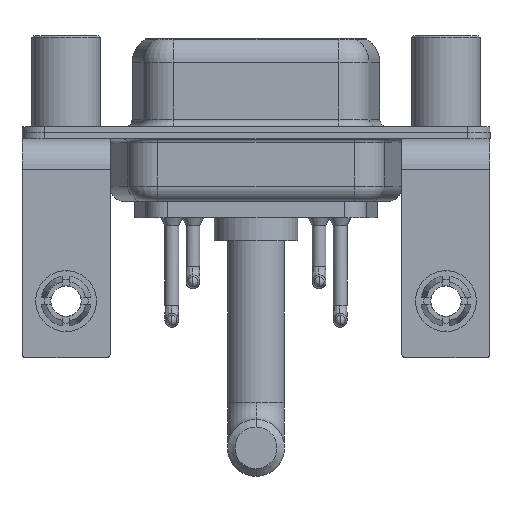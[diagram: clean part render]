
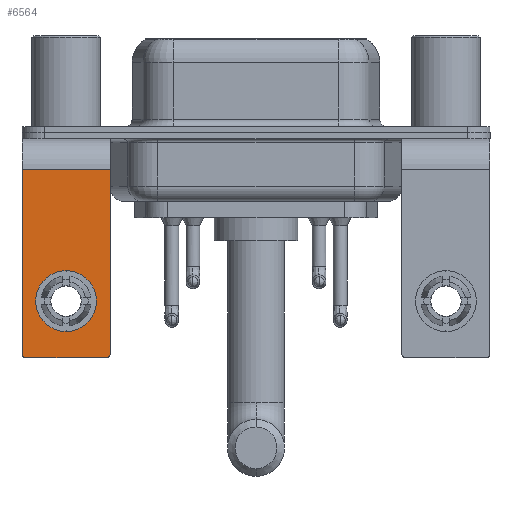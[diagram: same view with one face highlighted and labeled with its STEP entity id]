
A CAD part, front view. The second image highlights one B-rep face of the part: STEP entity #6564.
In plain terms, the highlighted planar face has unit normal (0, -1, 0).
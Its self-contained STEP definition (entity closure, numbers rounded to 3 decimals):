
#205 = EDGE_LOOP ( 'NONE', ( #7112, #5766, #19456, #14389, #2506, #4178 ) ) ;
#356 = DIRECTION ( 'NONE',  ( 0., -1., 0. ) ) ;
#799 = VERTEX_POINT ( 'NONE', #12983 ) ;
#965 = DIRECTION ( 'NONE',  ( 0., 1., 0. ) ) ;
#1841 = EDGE_CURVE ( 'NONE', #3455, #15080, #19797, .T. ) ;
#1959 = LINE ( 'NONE', #12597, #12452 ) ;
#2151 = EDGE_CURVE ( 'NONE', #10786, #799, #9598, .T. ) ;
#2506 = ORIENTED_EDGE ( 'NONE', *, *, #14856, .F. ) ;
#2518 = VERTEX_POINT ( 'NONE', #15592 ) ;
#2526 = VERTEX_POINT ( 'NONE', #3592 ) ;
#2837 = DIRECTION ( 'NONE',  ( -1., 0., 0. ) ) ;
#3455 = VERTEX_POINT ( 'NONE', #17423 ) ;
#3592 = CARTESIAN_POINT ( 'NONE',  ( 2.65, -6.25, -14.8 ) ) ;
#3625 = EDGE_CURVE ( 'NONE', #799, #2518, #10844, .T. ) ;
#3939 = CARTESIAN_POINT ( 'NONE',  ( 0., -6.25, -11.07 ) ) ;
#4119 = VERTEX_POINT ( 'NONE', #17461 ) ;
#4178 = ORIENTED_EDGE ( 'NONE', *, *, #12459, .T. ) ;
#4221 = FACE_BOUND ( 'NONE', #19859, .T. ) ;
#4715 = AXIS2_PLACEMENT_3D ( 'NONE', #14109, #356, #6437 ) ;
#5017 = VECTOR ( 'NONE', #14212, 1000. ) ;
#5608 = CARTESIAN_POINT ( 'NONE',  ( -2.9, -6.25, -2.4 ) ) ;
#5766 = ORIENTED_EDGE ( 'NONE', *, *, #3625, .T. ) ;
#6437 = DIRECTION ( 'NONE',  ( 0., 0., 1. ) ) ;
#6564 = ADVANCED_FACE ( 'NONE', ( #4221, #11803 ), #8681, .F. ) ;
#7112 = ORIENTED_EDGE ( 'NONE', *, *, #2151, .T. ) ;
#7259 = AXIS2_PLACEMENT_3D ( 'NONE', #7376, #13221, #10309 ) ;
#7376 = CARTESIAN_POINT ( 'NONE',  ( 0., -6.25, -11.07 ) ) ;
#8114 = AXIS2_PLACEMENT_3D ( 'NONE', #10232, #19273, #17753 ) ;
#8681 = PLANE ( 'NONE',  #17050 ) ;
#8881 = CARTESIAN_POINT ( 'NONE',  ( 2.9, -6.25, -2.4 ) ) ;
#8892 = LINE ( 'NONE', #15318, #18131 ) ;
#9092 = CIRCLE ( 'NONE', #8114, 0.25 ) ;
#9224 = EDGE_CURVE ( 'NONE', #2526, #4119, #9092, .T. ) ;
#9309 = CARTESIAN_POINT ( 'NONE',  ( 2.9, -6.25, -2.4 ) ) ;
#9598 = LINE ( 'NONE', #15720, #5017 ) ;
#10232 = CARTESIAN_POINT ( 'NONE',  ( 2.65, -6.25, -14.55 ) ) ;
#10279 = CIRCLE ( 'NONE', #19584, 2. ) ;
#10291 = DIRECTION ( 'NONE',  ( 0., 1., 0. ) ) ;
#10309 = DIRECTION ( 'NONE',  ( 0., 0., 1. ) ) ;
#10493 = DIRECTION ( 'NONE',  ( 0., 0., -1. ) ) ;
#10786 = VERTEX_POINT ( 'NONE', #5608 ) ;
#10844 = CIRCLE ( 'NONE', #4715, 0.25 ) ;
#11803 = FACE_OUTER_BOUND ( 'NONE', #205, .T. ) ;
#12452 = VECTOR ( 'NONE', #18617, 1000. ) ;
#12459 = EDGE_CURVE ( 'NONE', #19305, #10786, #8892, .T. ) ;
#12597 = CARTESIAN_POINT ( 'NONE',  ( 2.9, -6.25, -14.8 ) ) ;
#12983 = CARTESIAN_POINT ( 'NONE',  ( -2.9, -6.25, -14.55 ) ) ;
#13202 = DIRECTION ( 'NONE',  ( 0., 0., 1. ) ) ;
#13221 = DIRECTION ( 'NONE',  ( 0., 1., 0. ) ) ;
#13480 = ORIENTED_EDGE ( 'NONE', *, *, #1841, .T. ) ;
#14109 = CARTESIAN_POINT ( 'NONE',  ( -2.65, -6.25, -14.55 ) ) ;
#14212 = DIRECTION ( 'NONE',  ( 0., 0., -1. ) ) ;
#14389 = ORIENTED_EDGE ( 'NONE', *, *, #9224, .T. ) ;
#14856 = EDGE_CURVE ( 'NONE', #19305, #4119, #15218, .T. ) ;
#15054 = ORIENTED_EDGE ( 'NONE', *, *, #19473, .T. ) ;
#15064 = EDGE_CURVE ( 'NONE', #2526, #2518, #1959, .T. ) ;
#15080 = VERTEX_POINT ( 'NONE', #18418 ) ;
#15218 = LINE ( 'NONE', #19529, #18221 ) ;
#15318 = CARTESIAN_POINT ( 'NONE',  ( 2.9, -6.25, -2.4 ) ) ;
#15592 = CARTESIAN_POINT ( 'NONE',  ( -2.65, -6.25, -14.8 ) ) ;
#15720 = CARTESIAN_POINT ( 'NONE',  ( -2.9, -6.25, -2.4 ) ) ;
#16210 = DIRECTION ( 'NONE',  ( 0., 0., 1. ) ) ;
#17050 = AXIS2_PLACEMENT_3D ( 'NONE', #8881, #965, #16210 ) ;
#17423 = CARTESIAN_POINT ( 'NONE',  ( 0., -6.25, -9.07 ) ) ;
#17461 = CARTESIAN_POINT ( 'NONE',  ( 2.9, -6.25, -14.55 ) ) ;
#17753 = DIRECTION ( 'NONE',  ( 0., 0., 1. ) ) ;
#18131 = VECTOR ( 'NONE', #2837, 1000. ) ;
#18221 = VECTOR ( 'NONE', #10493, 1000. ) ;
#18418 = CARTESIAN_POINT ( 'NONE',  ( 0., -6.25, -13.07 ) ) ;
#18617 = DIRECTION ( 'NONE',  ( -1., 0., 0. ) ) ;
#19273 = DIRECTION ( 'NONE',  ( 0., -1., 0. ) ) ;
#19305 = VERTEX_POINT ( 'NONE', #9309 ) ;
#19456 = ORIENTED_EDGE ( 'NONE', *, *, #15064, .F. ) ;
#19473 = EDGE_CURVE ( 'NONE', #15080, #3455, #10279, .T. ) ;
#19529 = CARTESIAN_POINT ( 'NONE',  ( 2.9, -6.25, -2.4 ) ) ;
#19584 = AXIS2_PLACEMENT_3D ( 'NONE', #3939, #10291, #13202 ) ;
#19797 = CIRCLE ( 'NONE', #7259, 2. ) ;
#19859 = EDGE_LOOP ( 'NONE', ( #15054, #13480 ) ) ;
